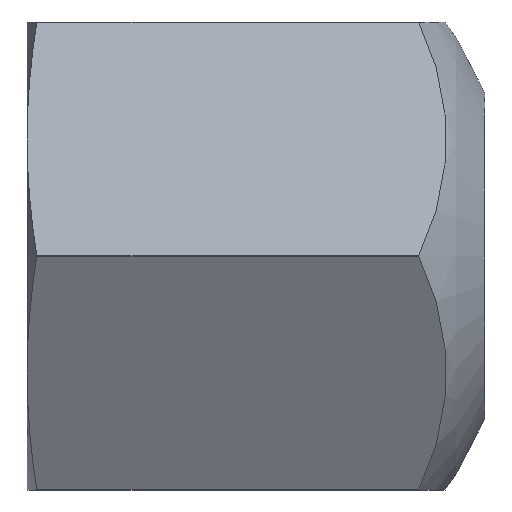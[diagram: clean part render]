
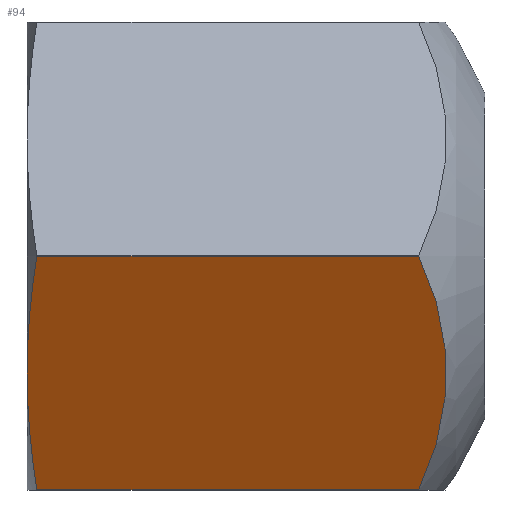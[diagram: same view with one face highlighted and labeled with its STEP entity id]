
A CAD part, front view. The second image highlights one B-rep face of the part: STEP entity #94.
In plain terms, the highlighted planar face has unit normal (0, -0.866, -0.5).
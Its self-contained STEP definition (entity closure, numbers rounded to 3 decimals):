
#94 = ADVANCED_FACE( '', ( #188 ), #189, .F. );
#188 = FACE_OUTER_BOUND( '', #273, .T. );
#189 = PLANE( '', #274 );
#273 = EDGE_LOOP( '', ( #470, #471, #472, #473, #474 ) );
#274 = AXIS2_PLACEMENT_3D( '', #475, #476, #477 );
#470 = ORIENTED_EDGE( '', *, *, #538, .F. );
#471 = ORIENTED_EDGE( '', *, *, #552, .T. );
#472 = ORIENTED_EDGE( '', *, *, #486, .F. );
#473 = ORIENTED_EDGE( '', *, *, #543, .F. );
#474 = ORIENTED_EDGE( '', *, *, #510, .F. );
#475 = CARTESIAN_POINT( '', ( 0., -26.558, 0. ) );
#476 = DIRECTION( '', ( 0., 0.866, 0.5 ) );
#477 = DIRECTION( '', ( 0., -0.5, 0.866 ) );
#486 = EDGE_CURVE( '', #568, #570, #571, .T. );
#510 = EDGE_CURVE( '', #609, #604, #611, .T. );
#538 = EDGE_CURVE( '', #648, #609, #650, .F. );
#543 = EDGE_CURVE( '', #604, #568, #655, .T. );
#552 = EDGE_CURVE( '', #648, #570, #664, .F. );
#568 = VERTEX_POINT( '', #692 );
#570 = VERTEX_POINT( '', #694 );
#571 = LINE( '', #695, #696 );
#604 = VERTEX_POINT( '', #744 );
#609 = VERTEX_POINT( '', #754 );
#611 = B_SPLINE_CURVE_WITH_KNOTS( '', 3, ( #756, #757, #758, #759, #760, #761 ), .UNSPECIFIED., .F., .F., ( 4, 2, 4 ), ( 0., 0.007, 0.013 ), .UNSPECIFIED. );
#648 = VERTEX_POINT( '', #811 );
#650 = LINE( '', #813, #814 );
#655 = B_SPLINE_CURVE_WITH_KNOTS( '', 3, ( #829, #830, #831, #832, #833, #834 ), .UNSPECIFIED., .F., .F., ( 4, 2, 4 ), ( 0.013, 0.02, 0.027 ), .UNSPECIFIED. );
#664 = CIRCLE( '', #848, 33.941 );
#692 = CARTESIAN_POINT( '', ( -44.049, -26.55, -0.014 ) );
#694 = CARTESIAN_POINT( '', ( -6.507, -26.55, -0.014 ) );
#695 = CARTESIAN_POINT( '', ( 0., -26.55, -0.014 ) );
#696 = VECTOR( '', #859, 1000. );
#744 = CARTESIAN_POINT( '', ( -45., -19.919, -11.5 ) );
#754 = CARTESIAN_POINT( '', ( -44.049, -13.287, -22.986 ) );
#756 = CARTESIAN_POINT( '', ( -44.049, -13.287, -22.986 ) );
#757 = CARTESIAN_POINT( '', ( -44.345, -14.392, -21.072 ) );
#758 = CARTESIAN_POINT( '', ( -44.585, -15.498, -19.157 ) );
#759 = CARTESIAN_POINT( '', ( -44.913, -17.708, -15.329 ) );
#760 = CARTESIAN_POINT( '', ( -45., -18.813, -13.414 ) );
#761 = CARTESIAN_POINT( '', ( -45., -19.919, -11.5 ) );
#811 = CARTESIAN_POINT( '', ( -6.507, -13.287, -22.986 ) );
#813 = CARTESIAN_POINT( '', ( 0., -13.287, -22.986 ) );
#814 = VECTOR( '', #937, 1000. );
#829 = CARTESIAN_POINT( '', ( -45., -19.919, -11.5 ) );
#830 = CARTESIAN_POINT( '', ( -45., -21.024, -9.586 ) );
#831 = CARTESIAN_POINT( '', ( -44.913, -22.129, -7.671 ) );
#832 = CARTESIAN_POINT( '', ( -44.585, -24.34, -3.843 ) );
#833 = CARTESIAN_POINT( '', ( -44.345, -25.445, -1.928 ) );
#834 = CARTESIAN_POINT( '', ( -44.049, -26.55, -0.014 ) );
#848 = AXIS2_PLACEMENT_3D( '', #947, #948, #949 );
#859 = DIRECTION( '', ( 1., 0., 0. ) );
#937 = DIRECTION( '', ( 1., 0., 0. ) );
#947 = CARTESIAN_POINT( '', ( -37.749, -19.919, -11.5 ) );
#948 = DIRECTION( '', ( 0., 0.866, 0.5 ) );
#949 = DIRECTION( '', ( 0., -0.5, 0.866 ) );
